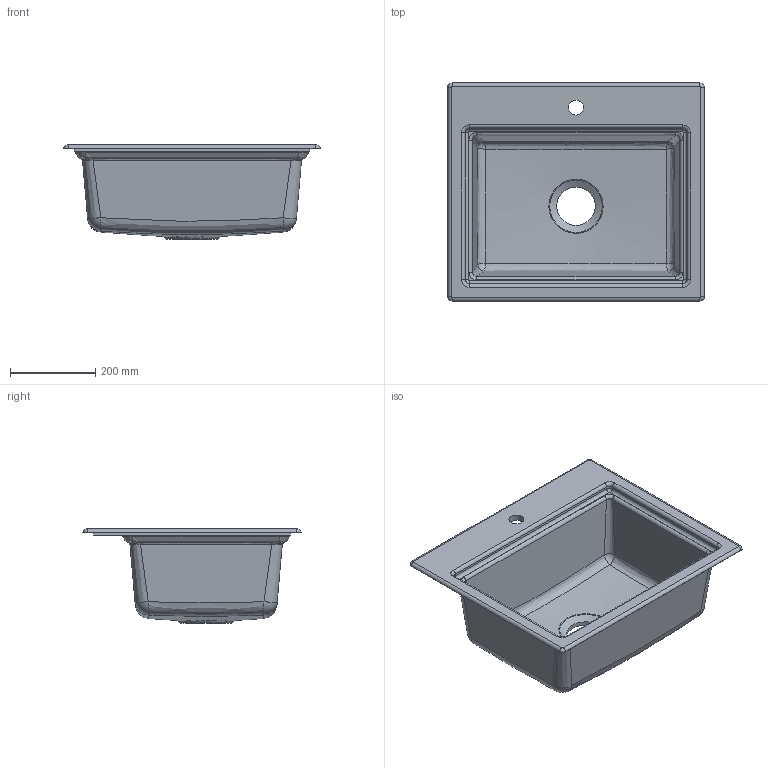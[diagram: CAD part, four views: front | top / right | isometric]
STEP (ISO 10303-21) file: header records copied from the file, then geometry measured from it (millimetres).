
FILE_DESCRIPTION(/* description */ (''),/* implementation_level */ '2;1');
FILE_NAME(/* name */ 'E00025170_000_1-03_PRT_336600_Subway_60S_Communication_Model.stp',/* time_stamp */ '2021-06-16T11:13:49+02:00',/* author */ (''),/* organization */ (''),/* preprocessor_version */ 'ST-DEVELOPER v16.7',/* originating_system */ 'SIEMENS PLM Software NX 1863',/* authorisation */ '');
FILE_SCHEMA (('AUTOMOTIVE_DESIGN { 1 0 10303 214 3 1 1 1 }'));
Length unit declared in the file: millimetre
Products named in the file (1): rupp125020AFryo6
Bounding box: 600.12 x 510.12 x 220 mm (x, y, z)
Volume: 7518698.7 mm3; surface area: 1128805 mm2
Topology: 1 solids, 1 shells, 148 faces, 356 edges, 204 vertices
Faces by surface type: bspline 98, plane 26, cylinder 18, torus 3, cone 3
Full cylindrical faces by diameter (mm): 35 x1, 90 x1
Entity records: 26541 total; most frequent: CARTESIAN_POINT 23891, ORIENTED_EDGE 672, EDGE_CURVE 336, DIRECTION 328, VERTEX_POINT 200, B_SPLINE_CURVE_WITH_KNOTS 198, EDGE_LOOP 162, ADVANCED_FACE 148
